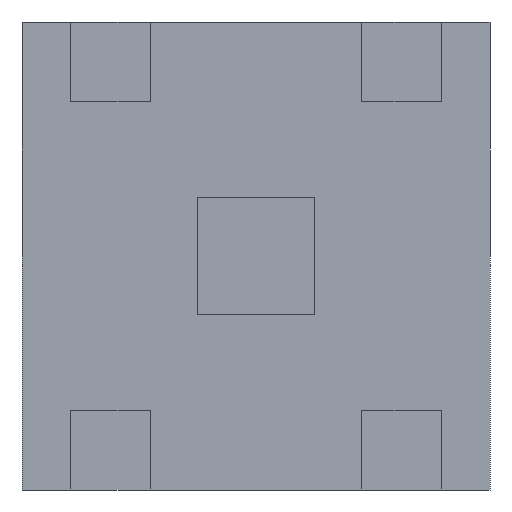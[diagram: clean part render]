
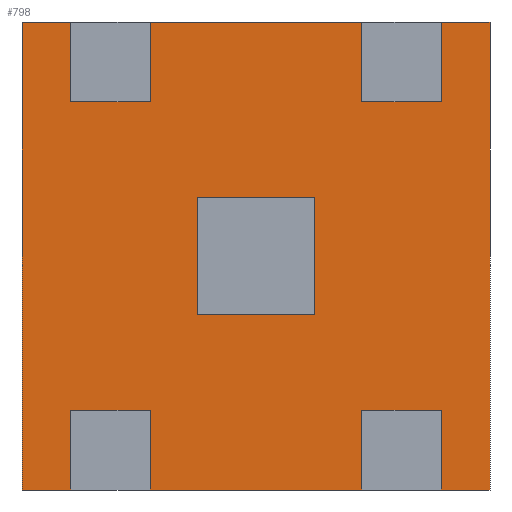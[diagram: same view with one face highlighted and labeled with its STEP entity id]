
A CAD part, front view. The second image highlights one B-rep face of the part: STEP entity #798.
In plain terms, the highlighted planar face has unit normal (0, -1, 0).
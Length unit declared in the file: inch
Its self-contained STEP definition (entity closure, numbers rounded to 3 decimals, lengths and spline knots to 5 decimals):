
#135=ORIENTED_EDGE('',*,*,#315,.T.);
#136=ORIENTED_EDGE('',*,*,#263,.F.);
#137=ORIENTED_EDGE('',*,*,#298,.T.);
#138=ORIENTED_EDGE('',*,*,#313,.T.);
#139=ORIENTED_EDGE('',*,*,#287,.T.);
#140=ORIENTED_EDGE('',*,*,#267,.F.);
#141=ORIENTED_EDGE('',*,*,#316,.F.);
#142=ORIENTED_EDGE('',*,*,#278,.T.);
#143=ORIENTED_EDGE('',*,*,#292,.T.);
#144=ORIENTED_EDGE('',*,*,#285,.F.);
#145=ORIENTED_EDGE('',*,*,#317,.F.);
#146=ORIENTED_EDGE('',*,*,#272,.T.);
#147=ORIENTED_EDGE('',*,*,#291,.T.);
#148=ORIENTED_EDGE('',*,*,#311,.T.);
#149=ORIENTED_EDGE('',*,*,#294,.T.);
#150=ORIENTED_EDGE('',*,*,#270,.T.);
#151=ORIENTED_EDGE('',*,*,#318,.T.);
#152=ORIENTED_EDGE('',*,*,#281,.F.);
#153=ORIENTED_EDGE('',*,*,#293,.T.);
#154=ORIENTED_EDGE('',*,*,#276,.T.);
#155=ORIENTED_EDGE('',*,*,#309,.F.);
#156=ORIENTED_EDGE('',*,*,#306,.F.);
#157=ORIENTED_EDGE('',*,*,#303,.F.);
#158=ORIENTED_EDGE('',*,*,#300,.F.);
#263=EDGE_CURVE('',#371,#372,#443,.T.);
#267=EDGE_CURVE('',#373,#374,#447,.T.);
#270=EDGE_CURVE('',#376,#375,#450,.T.);
#272=EDGE_CURVE('',#377,#378,#452,.T.);
#276=EDGE_CURVE('',#380,#379,#456,.T.);
#278=EDGE_CURVE('',#381,#382,#458,.T.);
#281=EDGE_CURVE('',#383,#384,#461,.T.);
#285=EDGE_CURVE('',#385,#386,#465,.T.);
#287=EDGE_CURVE('',#387,#374,#467,.T.);
#291=EDGE_CURVE('',#378,#390,#471,.T.);
#292=EDGE_CURVE('',#382,#386,#472,.T.);
#293=EDGE_CURVE('',#383,#380,#473,.T.);
#294=EDGE_CURVE('',#391,#376,#474,.T.);
#298=EDGE_CURVE('',#371,#394,#478,.T.);
#300=EDGE_CURVE('',#396,#397,#480,.T.);
#303=EDGE_CURVE('',#397,#399,#483,.T.);
#306=EDGE_CURVE('',#399,#401,#486,.T.);
#309=EDGE_CURVE('',#401,#396,#489,.T.);
#311=EDGE_CURVE('',#390,#391,#491,.T.);
#313=EDGE_CURVE('',#394,#387,#493,.T.);
#315=EDGE_CURVE('',#379,#372,#495,.T.);
#316=EDGE_CURVE('',#381,#373,#496,.T.);
#317=EDGE_CURVE('',#377,#385,#497,.T.);
#318=EDGE_CURVE('',#375,#384,#498,.T.);
#371=VERTEX_POINT('',#1126);
#372=VERTEX_POINT('',#1127);
#373=VERTEX_POINT('',#1132);
#374=VERTEX_POINT('',#1134);
#375=VERTEX_POINT('',#1138);
#376=VERTEX_POINT('',#1140);
#377=VERTEX_POINT('',#1144);
#378=VERTEX_POINT('',#1145);
#379=VERTEX_POINT('',#1150);
#380=VERTEX_POINT('',#1152);
#381=VERTEX_POINT('',#1156);
#382=VERTEX_POINT('',#1157);
#383=VERTEX_POINT('',#1162);
#384=VERTEX_POINT('',#1163);
#385=VERTEX_POINT('',#1168);
#386=VERTEX_POINT('',#1170);
#387=VERTEX_POINT('',#1174);
#390=VERTEX_POINT('',#1180);
#391=VERTEX_POINT('',#1186);
#394=VERTEX_POINT('',#1192);
#396=VERTEX_POINT('',#1197);
#397=VERTEX_POINT('',#1199);
#399=VERTEX_POINT('',#1205);
#401=VERTEX_POINT('',#1211);
#443=LINE('',#1125,#551);
#447=LINE('',#1133,#555);
#450=LINE('',#1139,#558);
#452=LINE('',#1143,#560);
#456=LINE('',#1151,#564);
#458=LINE('',#1155,#566);
#461=LINE('',#1161,#569);
#465=LINE('',#1169,#573);
#467=LINE('',#1173,#575);
#471=LINE('',#1181,#579);
#472=LINE('',#1182,#580);
#473=LINE('',#1184,#581);
#474=LINE('',#1185,#582);
#478=LINE('',#1193,#586);
#480=LINE('',#1198,#588);
#483=LINE('',#1204,#591);
#486=LINE('',#1210,#594);
#489=LINE('',#1216,#597);
#491=LINE('',#1219,#599);
#493=LINE('',#1222,#601);
#495=LINE('',#1226,#603);
#496=LINE('',#1227,#604);
#497=LINE('',#1228,#605);
#498=LINE('',#1229,#606);
#551=VECTOR('',#917,39.37008);
#555=VECTOR('',#923,39.37008);
#558=VECTOR('',#928,39.37008);
#560=VECTOR('',#932,39.37008);
#564=VECTOR('',#938,39.37008);
#566=VECTOR('',#942,39.37008);
#569=VECTOR('',#947,39.37008);
#573=VECTOR('',#953,39.37008);
#575=VECTOR('',#957,39.37008);
#579=VECTOR('',#961,39.37008);
#580=VECTOR('',#962,39.37008);
#581=VECTOR('',#965,39.37008);
#582=VECTOR('',#966,39.37008);
#586=VECTOR('',#970,39.37008);
#588=VECTOR('',#974,39.37008);
#591=VECTOR('',#979,39.37008);
#594=VECTOR('',#984,39.37008);
#597=VECTOR('',#989,39.37008);
#599=VECTOR('',#993,39.37008);
#601=VECTOR('',#997,39.37008);
#603=VECTOR('',#1003,39.37008);
#604=VECTOR('',#1004,39.37008);
#605=VECTOR('',#1005,39.37008);
#606=VECTOR('',#1006,39.37008);
#665=EDGE_LOOP('',(#135,#136,#137,#138,#139,#140,#141,#142,#143,#144,#145,
#146,#147,#148,#149,#150,#151,#152,#153,#154));
#666=EDGE_LOOP('',(#155,#156,#157,#158));
#711=FACE_BOUND('',#665,.T.);
#712=FACE_BOUND('',#666,.T.);
#756=PLANE('',#866);
#798=ADVANCED_FACE('',(#711,#712),#756,.T.);
#866=AXIS2_PLACEMENT_3D('',#1225,#1001,#1002);
#917=DIRECTION('',(0.,0.,-1.));
#923=DIRECTION('',(0.,0.,-1.));
#928=DIRECTION('',(0.,0.,-1.));
#932=DIRECTION('',(0.,0.,-1.));
#938=DIRECTION('',(0.,0.,-1.));
#942=DIRECTION('',(0.,0.,-1.));
#947=DIRECTION('',(0.,0.,-1.));
#953=DIRECTION('',(0.,0.,-1.));
#957=DIRECTION('',(1.,0.,0.));
#961=DIRECTION('',(1.,0.,0.));
#962=DIRECTION('',(1.,0.,0.));
#965=DIRECTION('',(-1.,0.,0.));
#966=DIRECTION('',(-1.,0.,0.));
#970=DIRECTION('',(-1.,0.,0.));
#974=DIRECTION('',(1.,0.,0.));
#979=DIRECTION('',(0.,0.,1.));
#984=DIRECTION('',(-1.,0.,0.));
#989=DIRECTION('',(0.,0.,-1.));
#993=DIRECTION('',(0.,0.,1.));
#997=DIRECTION('',(0.,0.,-1.));
#1001=DIRECTION('',(0.,-1.,0.));
#1002=DIRECTION('',(0.,0.,-1.));
#1003=DIRECTION('',(-1.,0.,0.));
#1004=DIRECTION('',(-1.,0.,0.));
#1005=DIRECTION('',(-1.,0.,0.));
#1006=DIRECTION('',(-1.,0.,0.));
#1125=CARTESIAN_POINT('',(-0.0396,0.02,0.1));
#1126=CARTESIAN_POINT('',(-0.0396,0.02,0.05));
#1127=CARTESIAN_POINT('',(-0.0396,0.02,0.033));
#1132=CARTESIAN_POINT('',(-0.0396,0.02,-0.033));
#1133=CARTESIAN_POINT('',(-0.0396,0.02,0.1));
#1134=CARTESIAN_POINT('',(-0.0396,0.02,-0.05));
#1138=CARTESIAN_POINT('',(0.0396,0.02,0.033));
#1139=CARTESIAN_POINT('',(0.0396,0.02,0.1));
#1140=CARTESIAN_POINT('',(0.0396,0.02,0.05));
#1143=CARTESIAN_POINT('',(0.0396,0.02,0.1));
#1144=CARTESIAN_POINT('',(0.0396,0.02,-0.033));
#1145=CARTESIAN_POINT('',(0.0396,0.02,-0.05));
#1150=CARTESIAN_POINT('',(-0.0226,0.02,0.033));
#1151=CARTESIAN_POINT('',(-0.0226,0.02,0.1));
#1152=CARTESIAN_POINT('',(-0.0226,0.02,0.05));
#1155=CARTESIAN_POINT('',(-0.0226,0.02,0.1));
#1156=CARTESIAN_POINT('',(-0.0226,0.02,-0.033));
#1157=CARTESIAN_POINT('',(-0.0226,0.02,-0.05));
#1161=CARTESIAN_POINT('',(0.0226,0.02,0.1));
#1162=CARTESIAN_POINT('',(0.0226,0.02,0.05));
#1163=CARTESIAN_POINT('',(0.0226,0.02,0.033));
#1168=CARTESIAN_POINT('',(0.0226,0.02,-0.033));
#1169=CARTESIAN_POINT('',(0.0226,0.02,0.1));
#1170=CARTESIAN_POINT('',(0.0226,0.02,-0.05));
#1173=CARTESIAN_POINT('',(0.05,0.02,-0.05));
#1174=CARTESIAN_POINT('',(-0.05,0.02,-0.05));
#1180=CARTESIAN_POINT('',(0.05,0.02,-0.05));
#1181=CARTESIAN_POINT('',(0.05,0.02,-0.05));
#1182=CARTESIAN_POINT('',(0.05,0.02,-0.05));
#1184=CARTESIAN_POINT('',(-0.05,0.02,0.05));
#1185=CARTESIAN_POINT('',(-0.05,0.02,0.05));
#1186=CARTESIAN_POINT('',(0.05,0.02,0.05));
#1192=CARTESIAN_POINT('',(-0.05,0.02,0.05));
#1193=CARTESIAN_POINT('',(-0.05,0.02,0.05));
#1197=CARTESIAN_POINT('',(-0.0125,0.02,-0.0125));
#1198=CARTESIAN_POINT('',(0.0125,0.02,-0.0125));
#1199=CARTESIAN_POINT('',(0.0125,0.02,-0.0125));
#1204=CARTESIAN_POINT('',(0.0125,0.02,0.0125));
#1205=CARTESIAN_POINT('',(0.0125,0.02,0.0125));
#1210=CARTESIAN_POINT('',(-0.0125,0.02,0.0125));
#1211=CARTESIAN_POINT('',(-0.0125,0.02,0.0125));
#1216=CARTESIAN_POINT('',(-0.0125,0.02,-0.0125));
#1219=CARTESIAN_POINT('',(0.05,0.02,0.05));
#1222=CARTESIAN_POINT('',(-0.05,0.02,-0.05));
#1225=CARTESIAN_POINT('',(-0.0396,0.02,0.1));
#1226=CARTESIAN_POINT('',(0.1,0.02,0.033));
#1227=CARTESIAN_POINT('',(0.1,0.02,-0.033));
#1228=CARTESIAN_POINT('',(0.1,0.02,-0.033));
#1229=CARTESIAN_POINT('',(0.1,0.02,0.033));
